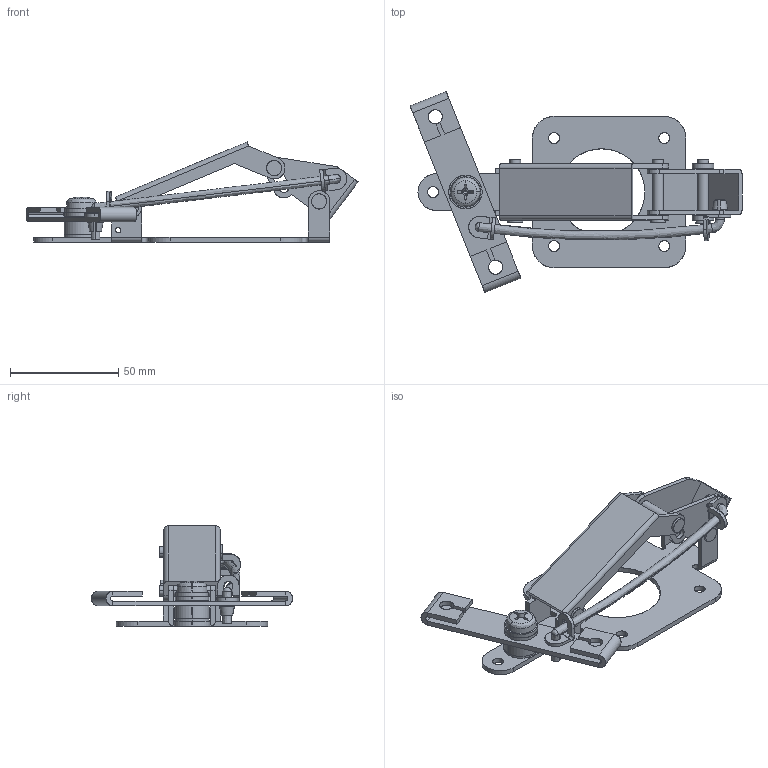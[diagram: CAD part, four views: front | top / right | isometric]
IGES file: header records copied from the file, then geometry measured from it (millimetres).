
Start section: SolidWorks IGES file using analytic representation for surfaces
Global section: file name: C-871-1_.IGS,41; native system: HSolidWorks 2006 by SolidWorks Corporation; preprocessor: SolidWorks 2006 by SolidWorks Corporation; author: 2sw; date: 060811.163100; units: millimetre
Bounding box: 153.65 x 93.01 x 46.35 mm (x, y, z)
Surface area: 35750.5 mm2 (no closed solid volume)
Topology: 0 solids, 0 shells, 365 faces, 6342 edges, 6329 vertices
Faces by surface type: revolution 183, bspline 182
